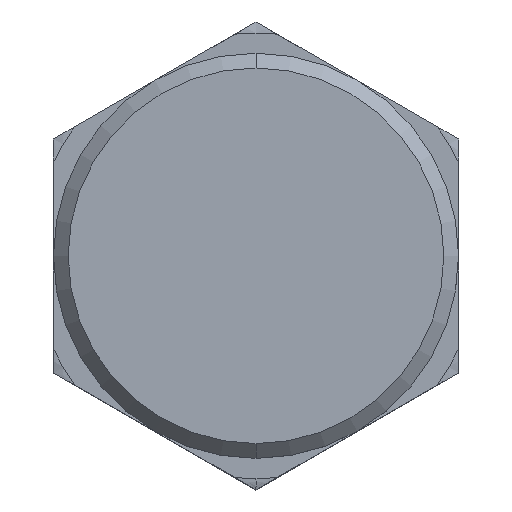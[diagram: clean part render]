
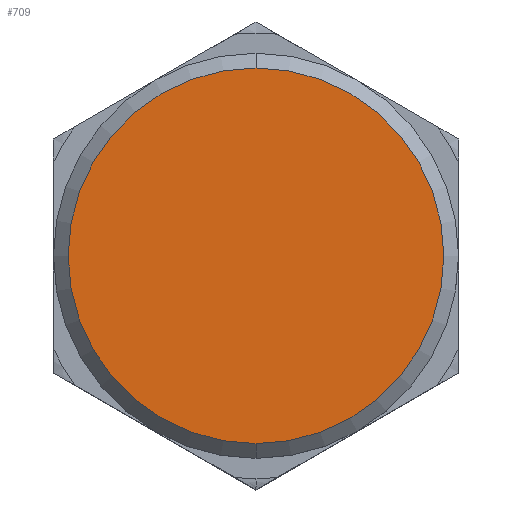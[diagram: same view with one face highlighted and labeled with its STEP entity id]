
A CAD part, top view. The second image highlights one B-rep face of the part: STEP entity #709.
In plain terms, the highlighted planar face has unit normal (0, 0, 1).
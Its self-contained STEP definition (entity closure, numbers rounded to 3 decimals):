
#95 = PLANE ( 'NONE',  #351 ) ;
#166 = DIRECTION ( 'NONE',  ( 0., 0., -1. ) ) ;
#172 = DIRECTION ( 'NONE',  ( 0., 1., 0. ) ) ;
#192 = AXIS2_PLACEMENT_3D ( 'NONE', #321, #677, #309 ) ;
#219 = EDGE_LOOP ( 'NONE', ( #381, #298 ) ) ;
#228 = CIRCLE ( 'NONE', #192, 10.2 ) ;
#244 = VERTEX_POINT ( 'NONE', #552 ) ;
#279 = DIRECTION ( 'NONE',  ( 0., 0., 1. ) ) ;
#298 = ORIENTED_EDGE ( 'NONE', *, *, #1077, .F. ) ;
#309 = DIRECTION ( 'NONE',  ( 0., 1., 0. ) ) ;
#321 = CARTESIAN_POINT ( 'NONE',  ( 0., 0., 10. ) ) ;
#351 = AXIS2_PLACEMENT_3D ( 'NONE', #871, #279, #541 ) ;
#381 = ORIENTED_EDGE ( 'NONE', *, *, #910, .F. ) ;
#434 = CARTESIAN_POINT ( 'NONE',  ( 0., 0., 10. ) ) ;
#541 = DIRECTION ( 'NONE',  ( 0., -1., 0. ) ) ;
#552 = CARTESIAN_POINT ( 'NONE',  ( 0., -10.2, 10. ) ) ;
#602 = CARTESIAN_POINT ( 'NONE',  ( 0., 10.2, 10. ) ) ;
#677 = DIRECTION ( 'NONE',  ( 0., 0., -1. ) ) ;
#709 = ADVANCED_FACE ( 'NONE', ( #973 ), #95, .T. ) ;
#778 = AXIS2_PLACEMENT_3D ( 'NONE', #434, #166, #172 ) ;
#871 = CARTESIAN_POINT ( 'NONE',  ( 5.1, 0., 10. ) ) ;
#910 = EDGE_CURVE ( 'NONE', #960, #244, #1032, .T. ) ;
#960 = VERTEX_POINT ( 'NONE', #602 ) ;
#973 = FACE_OUTER_BOUND ( 'NONE', #219, .T. ) ;
#1032 = CIRCLE ( 'NONE', #778, 10.2 ) ;
#1077 = EDGE_CURVE ( 'NONE', #244, #960, #228, .T. ) ;
